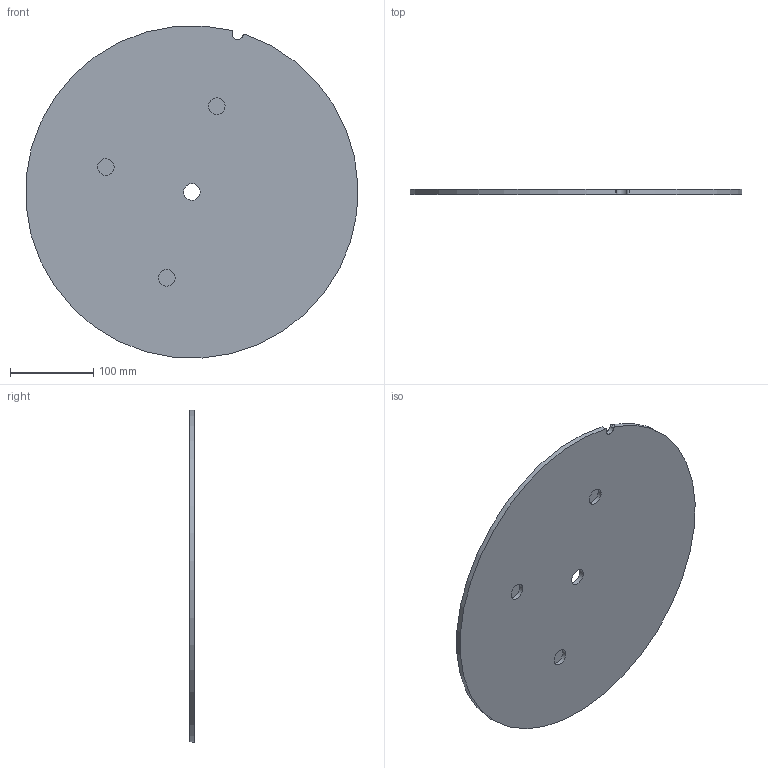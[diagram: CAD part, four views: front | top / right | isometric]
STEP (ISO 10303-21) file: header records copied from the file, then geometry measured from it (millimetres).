
FILE_DESCRIPTION(/* description */ (''),/* implementation_level */ '2;1');
FILE_NAME(/* name */ 'wheel_wheel_mk1.stp',/* time_stamp */ '2022-12-09T17:48:35+01:00',/* author */ ('Rik Ubaghs'),/* organization */ (''),/* preprocessor_version */ 'ST-DEVELOPER v18.1',/* originating_system */ 'Autodesk Inventor 2021',/* authorisation */ '');
FILE_SCHEMA (('AUTOMOTIVE_DESIGN { 1 0 10303 214 3 1 1 }'));
Length unit declared in the file: millimetre
Products named in the file (1): wheel_wheel_mk1
Bounding box: 399.15 x 6 x 399.16 mm (x, y, z)
Volume: 746752.6 mm3; surface area: 259421.4 mm2
Topology: 1 solids, 1 shells, 13 faces, 30 edges, 22 vertices
Faces by surface type: cylinder 8, plane 5
Full cylindrical faces by diameter (mm): 20 x4
Entity records: 439 total; most frequent: DIRECTION 80, CARTESIAN_POINT 66, ORIENTED_EDGE 60, AXIS2_PLACEMENT_3D 36, EDGE_CURVE 30, CIRCLE 22, VERTEX_POINT 22, EDGE_LOOP 18
